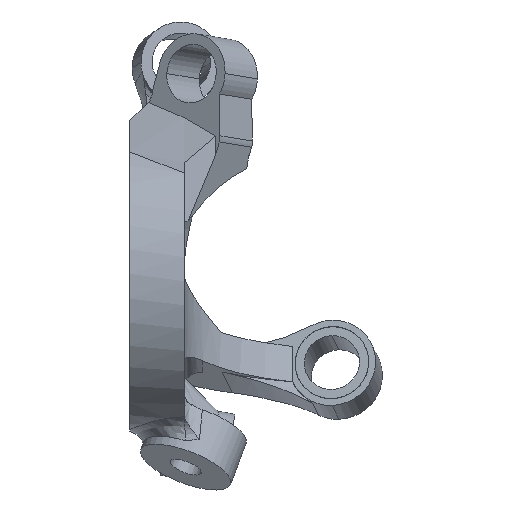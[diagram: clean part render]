
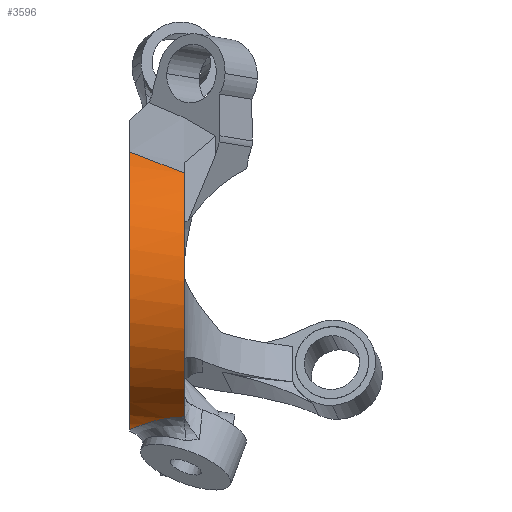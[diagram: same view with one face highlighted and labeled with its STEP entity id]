
A CAD part, left-side view. The second image highlights one B-rep face of the part: STEP entity #3596.
In plain terms, the highlighted cylindrical face has radius 80.832 mm (diameter 161.665 mm), a partial arc.
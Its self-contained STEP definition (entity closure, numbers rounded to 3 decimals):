
#37 = B_SPLINE_CURVE_WITH_KNOTS ( 'NONE', 3,
 ( #997, #4055, #116, #3269, #1871, #1078, #2847, #3621, #5370, #567, #4255, #3001, #4283, #4194, #4225, #1668, #1175, #1237, #5482, #4686, #5146, #2473, #3764, #351, #749, #2045 ),
 .UNSPECIFIED., .F., .F.,
 ( 4, 2, 2, 2, 2, 2, 2, 2, 2, 2, 2, 2, 4 ),
 ( 0., 0.003, 0.005, 0.01, 0.013, 0.015, 0.02, 0.023, 0.026, 0.031, 0.033, 0.036, 0.041 ),
 .UNSPECIFIED. ) ;
#47 = DIRECTION ( 'NONE',  ( 0., 0., 1. ) ) ;
#97 = VERTEX_POINT ( 'NONE', #3124 ) ;
#116 = CARTESIAN_POINT ( 'NONE',  ( -87.458, -3.103, -74.471 ) ) ;
#351 = CARTESIAN_POINT ( 'NONE',  ( -67.153, 23.256, -80.744 ) ) ;
#377 = AXIS2_PLACEMENT_3D ( 'NONE', #3974, #2223, #2654 ) ;
#567 = CARTESIAN_POINT ( 'NONE',  ( -84.091, 8.092, -75.928 ) ) ;
#600 = CARTESIAN_POINT ( 'NONE',  ( -109.746, -4.994, 57.225 ) ) ;
#670 = CARTESIAN_POINT ( 'NONE',  ( -87.602, -5.013, -74.404 ) ) ;
#749 = CARTESIAN_POINT ( 'NONE',  ( -65.636, 23.941, -80.986 ) ) ;
#827 = CIRCLE ( 'NONE', #4035, 80.832 ) ;
#848 = DIRECTION ( 'NONE',  ( 0., 1., 0. ) ) ;
#997 = CARTESIAN_POINT ( 'NONE',  ( -87.59, -4.799, -74.41 ) ) ;
#1022 = EDGE_LOOP ( 'NONE', ( #1990, #2957, #4621, #2614, #3027, #2555 ) ) ;
#1032 = CIRCLE ( 'NONE', #5632, 80.832 ) ;
#1046 = DIRECTION ( 'NONE',  ( 0., 1., 0. ) ) ;
#1078 = CARTESIAN_POINT ( 'NONE',  ( -86.551, 1.892, -74.882 ) ) ;
#1118 = CARTESIAN_POINT ( 'NONE',  ( -109.746, -4.994, 57.225 ) ) ;
#1175 = CARTESIAN_POINT ( 'NONE',  ( -77.495, 16.505, -78.278 ) ) ;
#1181 = CARTESIAN_POINT ( 'NONE',  ( -96.643, 20.529, 67.498 ) ) ;
#1225 = VERTEX_POINT ( 'NONE', #600 ) ;
#1237 = CARTESIAN_POINT ( 'NONE',  ( -75.628, 18.106, -78.837 ) ) ;
#1280 = EDGE_CURVE ( 'NONE', #5585, #1225, #1429, .T. ) ;
#1429 = B_SPLINE_CURVE_WITH_KNOTS ( 'NONE', 3,
 ( #4597, #1181, #5574, #2510, #1555, #1118 ),
 .UNSPECIFIED., .F., .F.,
 ( 4, 2, 4 ),
 ( 0., 0.368, 1. ),
 .UNSPECIFIED. ) ;
#1555 = CARTESIAN_POINT ( 'NONE',  ( -106.861, 0.511, 60. ) ) ;
#1667 = CARTESIAN_POINT ( 'NONE',  ( -88.155, -4.994, -74.146 ) ) ;
#1668 = CARTESIAN_POINT ( 'NONE',  ( -78.1, 15.948, -78.089 ) ) ;
#1701 = EDGE_CURVE ( 'NONE', #97, #5295, #4629, .T. ) ;
#1727 = CARTESIAN_POINT ( 'NONE',  ( -87.97, -4.994, -74.234 ) ) ;
#1792 = CYLINDRICAL_SURFACE ( 'NONE', #377, 80.832 ) ;
#1871 = CARTESIAN_POINT ( 'NONE',  ( -87.083, -0.581, -74.642 ) ) ;
#1892 = CARTESIAN_POINT ( 'NONE',  ( -53.702, -4.994, -1.024 ) ) ;
#1927 = EDGE_CURVE ( 'NONE', #97, #1225, #827, .T. ) ;
#1990 = ORIENTED_EDGE ( 'NONE', *, *, #5454, .F. ) ;
#2045 = CARTESIAN_POINT ( 'NONE',  ( -64.084, 24.535, -81.187 ) ) ;
#2155 = CARTESIAN_POINT ( 'NONE',  ( -87.594, -4.87, -74.408 ) ) ;
#2223 = DIRECTION ( 'NONE',  ( 0., -1., 0. ) ) ;
#2437 = CARTESIAN_POINT ( 'NONE',  ( -87.59, -4.799, -74.41 ) ) ;
#2473 = CARTESIAN_POINT ( 'NONE',  ( -70.114, 21.708, -80.176 ) ) ;
#2510 = CARTESIAN_POINT ( 'NONE',  ( -103.77, 6.502, 62.561 ) ) ;
#2555 = ORIENTED_EDGE ( 'NONE', *, *, #1280, .F. ) ;
#2614 = ORIENTED_EDGE ( 'NONE', *, *, #1701, .F. ) ;
#2623 = EDGE_CURVE ( 'NONE', #5138, #2923, #37, .T. ) ;
#2654 = DIRECTION ( 'NONE',  ( 0., 0., 1. ) ) ;
#2842 = DIRECTION ( 'NONE',  ( 0., 0., 1. ) ) ;
#2847 = CARTESIAN_POINT ( 'NONE',  ( -86.072, 3.493, -75.095 ) ) ;
#2923 = VERTEX_POINT ( 'NONE', #3561 ) ;
#2957 = ORIENTED_EDGE ( 'NONE', *, *, #2623, .F. ) ;
#3001 = CARTESIAN_POINT ( 'NONE',  ( -82.413, 10.957, -76.591 ) ) ;
#3027 = ORIENTED_EDGE ( 'NONE', *, *, #1927, .T. ) ;
#3124 = CARTESIAN_POINT ( 'NONE',  ( -88.155, -4.994, -74.146 ) ) ;
#3138 = EDGE_CURVE ( 'NONE', #5295, #5138, #5369, .T. ) ;
#3269 = CARTESIAN_POINT ( 'NONE',  ( -87.23, -1.42, -74.575 ) ) ;
#3395 = CARTESIAN_POINT ( 'NONE',  ( -87.786, -5., -74.319 ) ) ;
#3561 = CARTESIAN_POINT ( 'NONE',  ( -64.084, 24.535, -81.187 ) ) ;
#3596 = ADVANCED_FACE ( 'NONE', ( #5665 ), #1792, .T. ) ;
#3621 = CARTESIAN_POINT ( 'NONE',  ( -85.163, 5.823, -75.483 ) ) ;
#3764 = CARTESIAN_POINT ( 'NONE',  ( -69.382, 22.109, -80.325 ) ) ;
#3791 = CARTESIAN_POINT ( 'NONE',  ( -94.632, 24.535, 68.679 ) ) ;
#3827 = CARTESIAN_POINT ( 'NONE',  ( -87.602, -5.013, -74.404 ) ) ;
#3928 = CARTESIAN_POINT ( 'NONE',  ( -53.702, 24.535, -1.024 ) ) ;
#3974 = CARTESIAN_POINT ( 'NONE',  ( -53.702, 24.535, -1.024 ) ) ;
#4035 = AXIS2_PLACEMENT_3D ( 'NONE', #1892, #1046, #2842 ) ;
#4055 = CARTESIAN_POINT ( 'NONE',  ( -87.54, -3.949, -74.433 ) ) ;
#4194 = CARTESIAN_POINT ( 'NONE',  ( -79.838, 14.173, -77.517 ) ) ;
#4225 = CARTESIAN_POINT ( 'NONE',  ( -79.271, 14.783, -77.708 ) ) ;
#4255 = CARTESIAN_POINT ( 'NONE',  ( -83.692, 8.826, -76.089 ) ) ;
#4283 = CARTESIAN_POINT ( 'NONE',  ( -81.449, 12.291, -76.953 ) ) ;
#4302 = CARTESIAN_POINT ( 'NONE',  ( -87.59, -4.799, -74.41 ) ) ;
#4331 = CARTESIAN_POINT ( 'NONE',  ( -87.598, -4.941, -74.406 ) ) ;
#4597 = CARTESIAN_POINT ( 'NONE',  ( -94.632, 24.535, 68.679 ) ) ;
#4621 = ORIENTED_EDGE ( 'NONE', *, *, #3138, .F. ) ;
#4629 = B_SPLINE_CURVE_WITH_KNOTS ( 'NONE', 3,
 ( #1667, #1727, #3395, #3827 ),
 .UNSPECIFIED., .F., .F.,
 ( 4, 4 ),
 ( 0., 0.001 ),
 .UNSPECIFIED. ) ;
#4686 = CARTESIAN_POINT ( 'NONE',  ( -72.25, 20.439, -79.703 ) ) ;
#5138 = VERTEX_POINT ( 'NONE', #2437 ) ;
#5146 = CARTESIAN_POINT ( 'NONE',  ( -71.548, 20.873, -79.865 ) ) ;
#5196 = CARTESIAN_POINT ( 'NONE',  ( -87.602, -5.013, -74.404 ) ) ;
#5295 = VERTEX_POINT ( 'NONE', #670 ) ;
#5369 = B_SPLINE_CURVE_WITH_KNOTS ( 'NONE', 3,
 ( #5196, #4331, #2155, #4302 ),
 .UNSPECIFIED., .F., .F.,
 ( 4, 4 ),
 ( 0., 0. ),
 .UNSPECIFIED. ) ;
#5370 = CARTESIAN_POINT ( 'NONE',  ( -84.828, 6.588, -75.624 ) ) ;
#5454 = EDGE_CURVE ( 'NONE', #2923, #5585, #1032, .T. ) ;
#5482 = CARTESIAN_POINT ( 'NONE',  ( -74.312, 19.083, -79.197 ) ) ;
#5574 = CARTESIAN_POINT ( 'NONE',  ( -98.604, 16.65, 66.23 ) ) ;
#5585 = VERTEX_POINT ( 'NONE', #3791 ) ;
#5632 = AXIS2_PLACEMENT_3D ( 'NONE', #3928, #848, #47 ) ;
#5665 = FACE_OUTER_BOUND ( 'NONE', #1022, .T. ) ;
